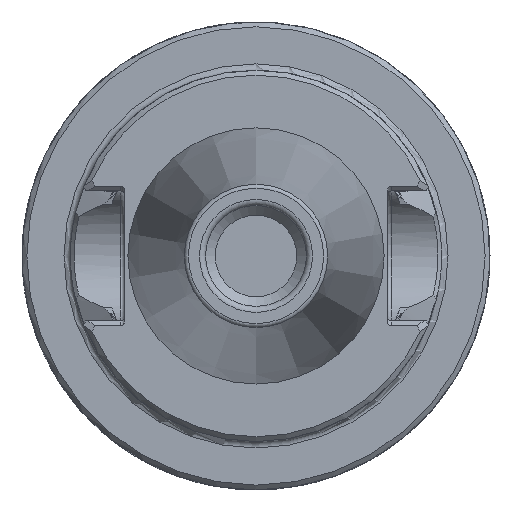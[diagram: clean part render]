
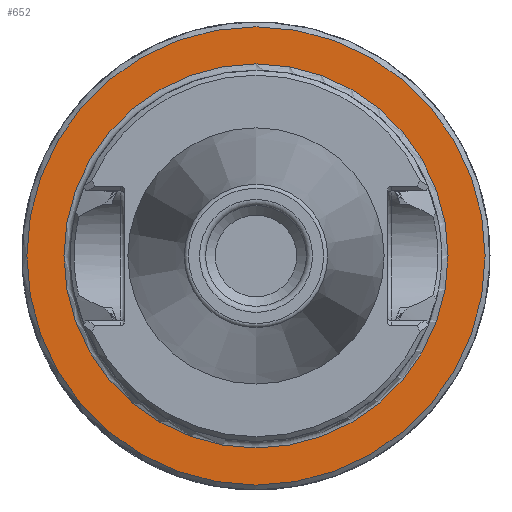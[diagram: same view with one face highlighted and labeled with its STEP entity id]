
A CAD part, left-side view. The second image highlights one B-rep face of the part: STEP entity #652.
In plain terms, the highlighted planar face has unit normal (-1, 0, 0).
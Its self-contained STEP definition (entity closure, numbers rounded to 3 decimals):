
#652 = ADVANCED_FACE( '', ( #1345, #1346 ), #1347, .F. );
#1345 = FACE_OUTER_BOUND( '', #2212, .T. );
#1346 = FACE_BOUND( '', #2213, .T. );
#1347 = PLANE( '', #2214 );
#2212 = EDGE_LOOP( '', ( #3959 ) );
#2213 = EDGE_LOOP( '', ( #3960 ) );
#2214 = AXIS2_PLACEMENT_3D( '', #3961, #3962, #3963 );
#3959 = ORIENTED_EDGE( '', *, *, #4764, .T. );
#3960 = ORIENTED_EDGE( '', *, *, #4144, .T. );
#3961 = CARTESIAN_POINT( '', ( 23., 0., 29. ) );
#3962 = DIRECTION( '', ( 1., 0., 0. ) );
#3963 = DIRECTION( '', ( 0., 0., -1. ) );
#4144 = EDGE_CURVE( '', #4902, #4902, #4903, .T. );
#4764 = EDGE_CURVE( '', #5795, #5795, #5796, .F. );
#4902 = VERTEX_POINT( '', #6012 );
#4903 = CIRCLE( '', #6013, 23.8 );
#5795 = VERTEX_POINT( '', #7856 );
#5796 = CIRCLE( '', #7857, 28.4 );
#6012 = CARTESIAN_POINT( '', ( 23., 0., -23.8 ) );
#6013 = AXIS2_PLACEMENT_3D( '', #7949, #7950, #7951 );
#7856 = CARTESIAN_POINT( '', ( 23., 0., -28.4 ) );
#7857 = AXIS2_PLACEMENT_3D( '', #8537, #8538, #8539 );
#7949 = CARTESIAN_POINT( '', ( 23., 0., 0. ) );
#7950 = DIRECTION( '', ( 1., 0., 0. ) );
#7951 = DIRECTION( '', ( 0., 0., -1. ) );
#8537 = CARTESIAN_POINT( '', ( 23., 0., 0. ) );
#8538 = DIRECTION( '', ( 1., 0., 0. ) );
#8539 = DIRECTION( '', ( 0., 0., -1. ) );
